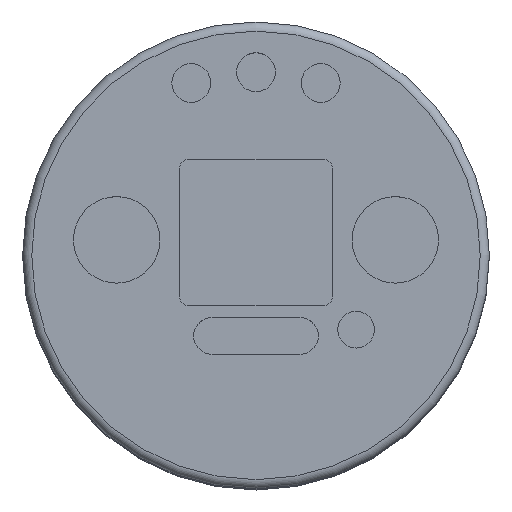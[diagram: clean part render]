
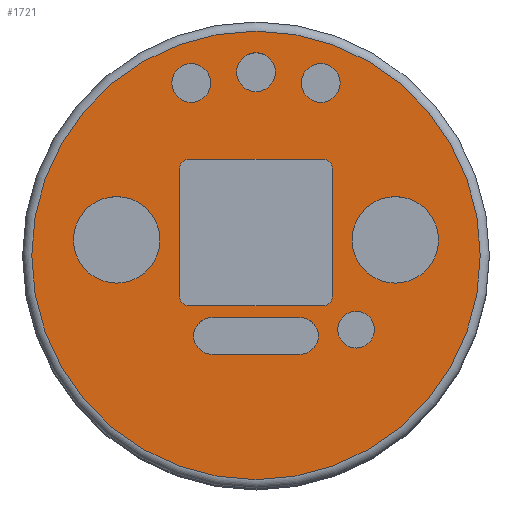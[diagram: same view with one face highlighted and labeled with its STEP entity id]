
A CAD part, top view. The second image highlights one B-rep face of the part: STEP entity #1721.
In plain terms, the highlighted planar face has unit normal (0, 0, 1).
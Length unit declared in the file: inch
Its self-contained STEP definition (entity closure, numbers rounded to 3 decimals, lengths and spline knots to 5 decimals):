
#74=FACE_BOUND('',#299,.T.);
#75=FACE_BOUND('',#300,.T.);
#76=FACE_BOUND('',#301,.T.);
#77=FACE_BOUND('',#302,.T.);
#78=FACE_BOUND('',#303,.T.);
#79=FACE_BOUND('',#304,.T.);
#80=FACE_BOUND('',#305,.T.);
#81=FACE_BOUND('',#306,.T.);
#172=FACE_OUTER_BOUND('',#298,.T.);
#298=EDGE_LOOP('',(#1479));
#299=EDGE_LOOP('',(#1480));
#300=EDGE_LOOP('',(#1481));
#301=EDGE_LOOP('',(#1482));
#302=EDGE_LOOP('',(#1483,#1484,#1485,#1486));
#303=EDGE_LOOP('',(#1487));
#304=EDGE_LOOP('',(#1488));
#305=EDGE_LOOP('',(#1489,#1490,#1491,#1492,#1493,#1494,#1495,#1496));
#306=EDGE_LOOP('',(#1497));
#360=CIRCLE('',#1864,0.1475);
#362=CIRCLE('',#1868,0.1475);
#365=CIRCLE('',#1873,0.03125);
#369=CIRCLE('',#1880,0.03125);
#370=CIRCLE('',#1882,0.03125);
#371=CIRCLE('',#1885,0.03125);
#384=CIRCLE('',#1905,0.76475);
#386=CIRCLE('',#1908,0.06603);
#387=CIRCLE('',#1909,0.0625);
#388=CIRCLE('',#1910,0.0625);
#389=CIRCLE('',#1911,0.0625);
#390=CIRCLE('',#1912,0.06603);
#391=CIRCLE('',#1913,0.06625);
#531=LINE('',#2845,#687);
#536=LINE('',#2859,#692);
#541=LINE('',#2906,#697);
#542=LINE('',#2909,#698);
#543=LINE('',#2914,#699);
#544=LINE('',#2915,#700);
#687=VECTOR('',#2322,0.3937);
#692=VECTOR('',#2337,0.3937);
#697=VECTOR('',#2394,0.3937);
#698=VECTOR('',#2397,0.3937);
#699=VECTOR('',#2402,0.3937);
#700=VECTOR('',#2403,0.3937);
#815=VERTEX_POINT('',#2807);
#817=VERTEX_POINT('',#2814);
#821=VERTEX_POINT('',#2824);
#822=VERTEX_POINT('',#2826);
#829=VERTEX_POINT('',#2844);
#830=VERTEX_POINT('',#2848);
#831=VERTEX_POINT('',#2852);
#832=VERTEX_POINT('',#2854);
#833=VERTEX_POINT('',#2858);
#834=VERTEX_POINT('',#2862);
#845=VERTEX_POINT('',#2896);
#846=VERTEX_POINT('',#2900);
#847=VERTEX_POINT('',#2902);
#848=VERTEX_POINT('',#2903);
#849=VERTEX_POINT('',#2905);
#850=VERTEX_POINT('',#2907);
#851=VERTEX_POINT('',#2910);
#852=VERTEX_POINT('',#2912);
#853=VERTEX_POINT('',#2916);
#1021=EDGE_CURVE('',#815,#815,#360,.T.);
#1024=EDGE_CURVE('',#817,#817,#362,.T.);
#1029=EDGE_CURVE('',#821,#822,#365,.T.);
#1038=EDGE_CURVE('',#829,#822,#531,.T.);
#1040=EDGE_CURVE('',#829,#830,#369,.T.);
#1043=EDGE_CURVE('',#831,#832,#370,.T.);
#1045=EDGE_CURVE('',#833,#832,#536,.T.);
#1047=EDGE_CURVE('',#833,#834,#371,.T.);
#1063=EDGE_CURVE('',#845,#845,#384,.T.);
#1065=EDGE_CURVE('',#846,#846,#386,.T.);
#1066=EDGE_CURVE('',#847,#848,#387,.T.);
#1067=EDGE_CURVE('',#848,#849,#541,.T.);
#1068=EDGE_CURVE('',#849,#850,#388,.T.);
#1069=EDGE_CURVE('',#850,#847,#542,.T.);
#1070=EDGE_CURVE('',#851,#851,#389,.T.);
#1071=EDGE_CURVE('',#852,#852,#390,.T.);
#1072=EDGE_CURVE('',#831,#830,#543,.T.);
#1073=EDGE_CURVE('',#821,#834,#544,.T.);
#1074=EDGE_CURVE('',#853,#853,#391,.T.);
#1479=ORIENTED_EDGE('',*,*,#1063,.F.);
#1480=ORIENTED_EDGE('',*,*,#1021,.T.);
#1481=ORIENTED_EDGE('',*,*,#1024,.T.);
#1482=ORIENTED_EDGE('',*,*,#1065,.T.);
#1483=ORIENTED_EDGE('',*,*,#1066,.T.);
#1484=ORIENTED_EDGE('',*,*,#1067,.T.);
#1485=ORIENTED_EDGE('',*,*,#1068,.T.);
#1486=ORIENTED_EDGE('',*,*,#1069,.T.);
#1487=ORIENTED_EDGE('',*,*,#1070,.T.);
#1488=ORIENTED_EDGE('',*,*,#1071,.T.);
#1489=ORIENTED_EDGE('',*,*,#1072,.T.);
#1490=ORIENTED_EDGE('',*,*,#1040,.F.);
#1491=ORIENTED_EDGE('',*,*,#1038,.T.);
#1492=ORIENTED_EDGE('',*,*,#1029,.F.);
#1493=ORIENTED_EDGE('',*,*,#1073,.T.);
#1494=ORIENTED_EDGE('',*,*,#1047,.F.);
#1495=ORIENTED_EDGE('',*,*,#1045,.T.);
#1496=ORIENTED_EDGE('',*,*,#1043,.F.);
#1497=ORIENTED_EDGE('',*,*,#1074,.T.);
#1620=PLANE('',#1907);
#1721=ADVANCED_FACE('',(#172,#74,#75,#76,#77,#78,#79,#80,#81),#1620,.T.);
#1864=AXIS2_PLACEMENT_3D('',#2808,#2284,#2285);
#1868=AXIS2_PLACEMENT_3D('',#2815,#2293,#2294);
#1873=AXIS2_PLACEMENT_3D('',#2827,#2305,#2306);
#1880=AXIS2_PLACEMENT_3D('',#2849,#2326,#2327);
#1882=AXIS2_PLACEMENT_3D('',#2855,#2332,#2333);
#1885=AXIS2_PLACEMENT_3D('',#2863,#2341,#2342);
#1905=AXIS2_PLACEMENT_3D('',#2897,#2384,#2385);
#1907=AXIS2_PLACEMENT_3D('',#2899,#2388,#2389);
#1908=AXIS2_PLACEMENT_3D('',#2901,#2390,#2391);
#1909=AXIS2_PLACEMENT_3D('',#2904,#2392,#2393);
#1910=AXIS2_PLACEMENT_3D('',#2908,#2395,#2396);
#1911=AXIS2_PLACEMENT_3D('',#2911,#2398,#2399);
#1912=AXIS2_PLACEMENT_3D('',#2913,#2400,#2401);
#1913=AXIS2_PLACEMENT_3D('',#2917,#2404,#2405);
#2284=DIRECTION('center_axis',(0.,0.,-1.));
#2285=DIRECTION('ref_axis',(-1.,0.,0.));
#2293=DIRECTION('center_axis',(0.,0.,-1.));
#2294=DIRECTION('ref_axis',(-1.,0.,0.));
#2305=DIRECTION('center_axis',(0.,0.,1.));
#2306=DIRECTION('ref_axis',(-0.707,-0.707,0.));
#2322=DIRECTION('',(-1.,0.,0.));
#2326=DIRECTION('center_axis',(0.,0.,1.));
#2327=DIRECTION('ref_axis',(0.707,-0.707,0.));
#2332=DIRECTION('center_axis',(0.,0.,1.));
#2333=DIRECTION('ref_axis',(0.707,0.707,0.));
#2337=DIRECTION('',(1.,0.,0.));
#2341=DIRECTION('center_axis',(0.,0.,1.));
#2342=DIRECTION('ref_axis',(-0.707,0.707,0.));
#2384=DIRECTION('center_axis',(0.,0.,-1.));
#2385=DIRECTION('ref_axis',(1.,0.,0.));
#2388=DIRECTION('center_axis',(0.,0.,1.));
#2389=DIRECTION('ref_axis',(1.,0.,0.));
#2390=DIRECTION('center_axis',(0.,0.,-1.));
#2391=DIRECTION('ref_axis',(1.,0.,0.));
#2392=DIRECTION('center_axis',(0.,0.,-1.));
#2393=DIRECTION('ref_axis',(0.,1.,0.));
#2394=DIRECTION('',(1.,0.,0.));
#2395=DIRECTION('center_axis',(0.,0.,-1.));
#2396=DIRECTION('ref_axis',(0.,-1.,0.));
#2397=DIRECTION('',(-1.,0.,0.));
#2398=DIRECTION('center_axis',(0.,0.,-1.));
#2399=DIRECTION('ref_axis',(1.,0.,0.));
#2400=DIRECTION('center_axis',(0.,0.,-1.));
#2401=DIRECTION('ref_axis',(1.,0.,0.));
#2402=DIRECTION('',(0.,-1.,0.));
#2403=DIRECTION('',(0.,1.,0.));
#2404=DIRECTION('center_axis',(0.,0.,-1.));
#2405=DIRECTION('ref_axis',(1.,0.,0.));
#2807=CARTESIAN_POINT('',(-0.3275,0.053,0.15));
#2808=CARTESIAN_POINT('Origin',(-0.475,0.053,0.15));
#2814=CARTESIAN_POINT('',(0.6225,0.053,0.15));
#2815=CARTESIAN_POINT('Origin',(0.475,0.053,0.15));
#2824=CARTESIAN_POINT('',(-0.26,-0.14075,0.15));
#2826=CARTESIAN_POINT('',(-0.22875,-0.172,0.15));
#2827=CARTESIAN_POINT('Origin',(-0.22875,-0.14075,0.15));
#2844=CARTESIAN_POINT('',(0.22875,-0.172,0.15));
#2845=CARTESIAN_POINT('',(-0.26,-0.172,0.15));
#2848=CARTESIAN_POINT('',(0.26,-0.14075,0.15));
#2849=CARTESIAN_POINT('Origin',(0.22875,-0.14075,0.15));
#2852=CARTESIAN_POINT('',(0.26,0.29675,0.15));
#2854=CARTESIAN_POINT('',(0.22875,0.328,0.15));
#2855=CARTESIAN_POINT('Origin',(0.22875,0.29675,0.15));
#2858=CARTESIAN_POINT('',(-0.22875,0.328,0.15));
#2859=CARTESIAN_POINT('',(0.26,0.328,0.15));
#2862=CARTESIAN_POINT('',(-0.26,0.29675,0.15));
#2863=CARTESIAN_POINT('Origin',(-0.22875,0.29675,0.15));
#2896=CARTESIAN_POINT('',(-0.76475,0.,0.15));
#2897=CARTESIAN_POINT('Origin',(0.,0.,0.15));
#2899=CARTESIAN_POINT('Origin',(0.,0.,0.15));
#2900=CARTESIAN_POINT('',(0.15479,0.58817,0.15));
#2901=CARTESIAN_POINT('Origin',(0.22082,0.58817,0.15));
#2902=CARTESIAN_POINT('',(-0.15,-0.337,0.15));
#2903=CARTESIAN_POINT('',(-0.15,-0.212,0.15));
#2904=CARTESIAN_POINT('Origin',(-0.15,-0.2745,0.15));
#2905=CARTESIAN_POINT('',(0.15,-0.212,0.15));
#2906=CARTESIAN_POINT('',(0.15,-0.212,0.15));
#2907=CARTESIAN_POINT('',(0.15,-0.337,0.15));
#2908=CARTESIAN_POINT('Origin',(0.15,-0.2745,0.15));
#2909=CARTESIAN_POINT('',(-0.15,-0.337,0.15));
#2910=CARTESIAN_POINT('',(0.27882,-0.25332,0.15));
#2911=CARTESIAN_POINT('Origin',(0.34132,-0.25332,0.15));
#2912=CARTESIAN_POINT('',(-0.28685,0.58817,0.15));
#2913=CARTESIAN_POINT('Origin',(-0.22082,0.58817,0.15));
#2914=CARTESIAN_POINT('',(0.26,-0.172,0.15));
#2915=CARTESIAN_POINT('',(-0.26,0.328,0.15));
#2916=CARTESIAN_POINT('',(-0.06625,0.62475,0.15));
#2917=CARTESIAN_POINT('Origin',(0.,0.62475,0.15));
